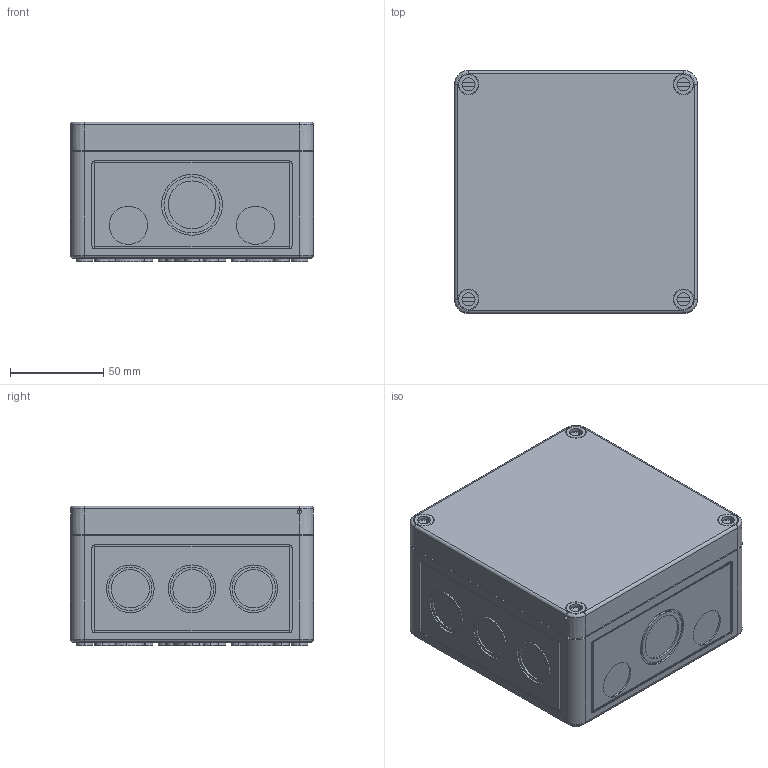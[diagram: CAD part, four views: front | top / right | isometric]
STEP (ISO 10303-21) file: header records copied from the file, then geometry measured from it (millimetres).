
FILE_DESCRIPTION (( 'STEP AP203' ), '1' );
FILE_NAME ('60131315.step', '2014-12-03T15:00:27', ( 'Windows-Benutzer' ), ( '' ), 'SwSTEP 2.0', 'SolidWorks 2014', '' );
FILE_SCHEMA (( 'CONFIG_CONTROL_DESIGN' ));
Length unit declared in the file: millimetre
Products named in the file (4): Deckel_TK1313-760131315; Schraube_TK34mm-grau60131315; 60131315; Kasten_TK1313-m60131315
Assembly tree (6 placements, depth 2):
  60131315
    Kasten_TK1313-m60131315
    Deckel_TK1313-760131315
    Schraube_TK34mm-grau60131315  x4
Bounding box: 130 x 130 x 74.7 mm (x, y, z)
Volume: 221109.2 mm3; surface area: 170395.6 mm2
Topology: 6 solids, 6 shells, 880 faces, 2168 edges, 1416 vertices
Faces by surface type: plane 420, cylinder 380, cone 64, torus 16
Entity records: 22948 total; most frequent: DIRECTION 4146, CARTESIAN_POINT 3951, ORIENTED_EDGE 3676, EDGE_CURVE 1838, AXIS2_PLACEMENT_3D 1575, VERTEX_POINT 1200, VECTOR 996, LINE 996
